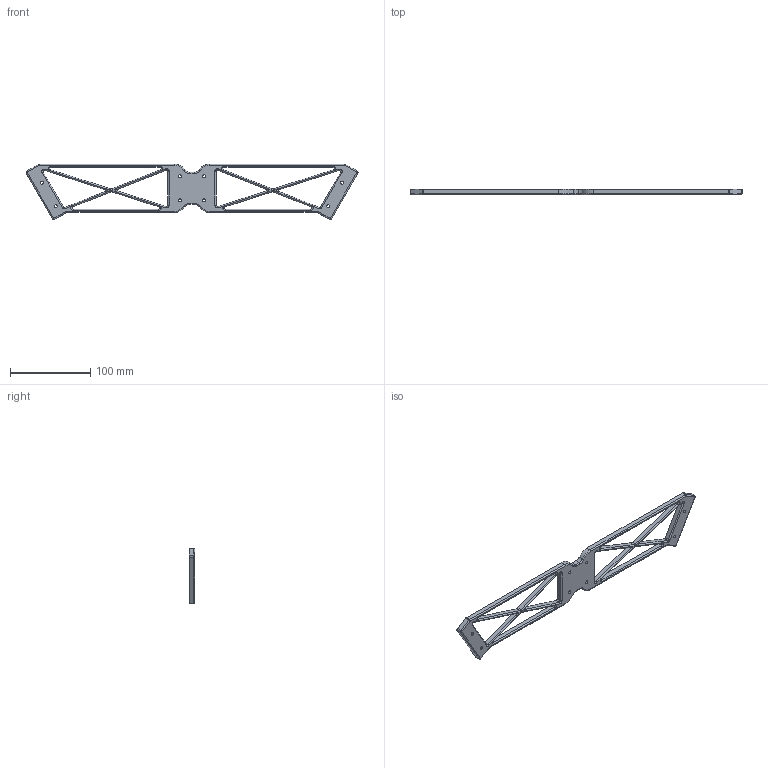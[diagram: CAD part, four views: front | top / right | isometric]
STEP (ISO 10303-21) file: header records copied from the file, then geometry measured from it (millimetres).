
FILE_DESCRIPTION(/* description */ ('STEP AP214'),/* implementation_level */ '2;1');
FILE_NAME(/* name */ '14-support-robot-arm-Tarrot.step',/* time_stamp */ '2025-05-03T11:55:30+02:00',/* author */ (''),/* organization */ (''),/* preprocessor_version */ 'ST-DEVELOPER v20.1',/* originating_system */ 'Autodesk Translation Framework v14.4.0.0',/* authorisation */ '');
FILE_SCHEMA (('AUTOMOTIVE_DESIGN { 1 0 10303 214 3 1 1 }'));
Length unit declared in the file: millimetre
Products named in the file (1): 14-support-robot-arm-Tarrot
Bounding box: 412.59 x 7 x 69.13 mm (x, y, z)
Volume: 67789.9 mm3; surface area: 37579.7 mm2
Topology: 1 solids, 1 shells, 196 faces, 498 edges, 296 vertices
Faces by surface type: cylinder 106, torus 48, plane 40, bspline 2
Entity records: 6070 total; most frequent: DIRECTION 1152, CARTESIAN_POINT 1083, ORIENTED_EDGE 992, EDGE_CURVE 496, AXIS2_PLACEMENT_3D 465, VERTEX_POINT 296, CIRCLE 270, VECTOR 222
